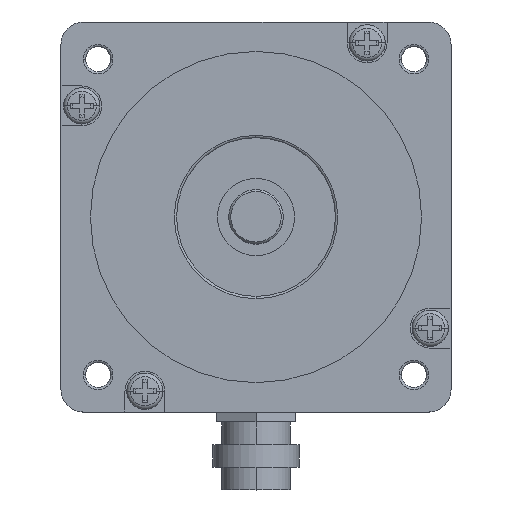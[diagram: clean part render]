
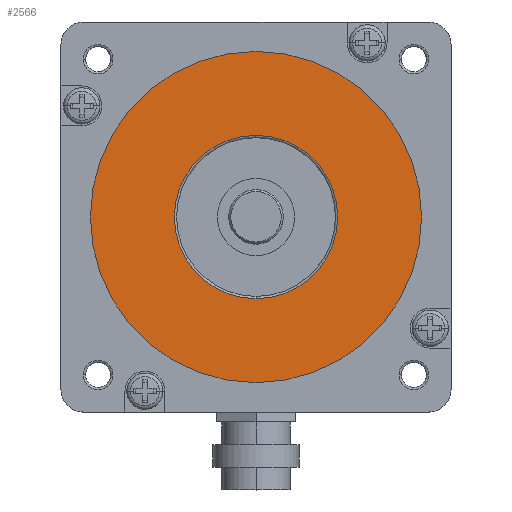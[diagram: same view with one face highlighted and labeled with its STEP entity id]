
A CAD part, top view. The second image highlights one B-rep face of the part: STEP entity #2566.
In plain terms, the highlighted planar face has unit normal (0, 0, 1).
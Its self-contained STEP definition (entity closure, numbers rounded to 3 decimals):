
#285=CARTESIAN_POINT('',(0.,0.,21.1));
#286=DIRECTION('',(0.,0.,1.));
#287=DIRECTION('',(1.,0.,0.));
#288=AXIS2_PLACEMENT_3D('',#285,#286,#287);
#293=CARTESIAN_POINT('',(0.,0.,21.1));
#294=DIRECTION('',(0.,0.,1.));
#295=DIRECTION('',(-1.,0.,0.));
#296=AXIS2_PLACEMENT_3D('',#293,#294,#295);
#301=CARTESIAN_POINT('',(0.,0.,21.1));
#302=DIRECTION('',(0.,0.,-1.));
#303=DIRECTION('',(0.,-1.,0.));
#304=AXIS2_PLACEMENT_3D('',#301,#302,#303);
#309=CARTESIAN_POINT('',(0.,0.,21.1));
#310=DIRECTION('',(0.,0.,-1.));
#311=DIRECTION('',(0.,1.,0.));
#312=AXIS2_PLACEMENT_3D('',#309,#310,#311);
#2089=CARTESIAN_POINT('',(36.513,0.,21.1));
#2090=CARTESIAN_POINT('',(-36.513,0.,21.1));
#2091=VERTEX_POINT('',#2089);
#2092=VERTEX_POINT('',#2090);
#2257=CARTESIAN_POINT('',(0.,-18.,21.1));
#2258=CARTESIAN_POINT('',(0.,18.,21.1));
#2259=VERTEX_POINT('',#2257);
#2260=VERTEX_POINT('',#2258);
#2551=CARTESIAN_POINT('',(0.,0.,21.1));
#2552=DIRECTION('',(0.,0.,1.));
#2553=DIRECTION('',(1.,0.,0.));
#2554=AXIS2_PLACEMENT_3D('',#2551,#2552,#2553);
#2555=PLANE('',#2554);
#2556=ORIENTED_EDGE('',*,*,#2531,.F.);
#2557=ORIENTED_EDGE('',*,*,#2545,.F.);
#2558=EDGE_LOOP('',(#2556,#2557));
#2559=FACE_OUTER_BOUND('',#2558,.F.);
#2561=ORIENTED_EDGE('',*,*,#2560,.F.);
#2563=ORIENTED_EDGE('',*,*,#2562,.F.);
#2564=EDGE_LOOP('',(#2561,#2563));
#2565=FACE_BOUND('',#2564,.F.);
#2566=ADVANCED_FACE('',(#2559,#2565),#2555,.T.);
#289=CIRCLE('',#288,36.513);
#297=CIRCLE('',#296,36.513);
#305=CIRCLE('',#304,18.);
#313=CIRCLE('',#312,18.);
#2531=EDGE_CURVE('',#2091,#2092,#289,.T.);
#2545=EDGE_CURVE('',#2092,#2091,#297,.T.);
#2560=EDGE_CURVE('',#2259,#2260,#305,.T.);
#2562=EDGE_CURVE('',#2260,#2259,#313,.T.);
